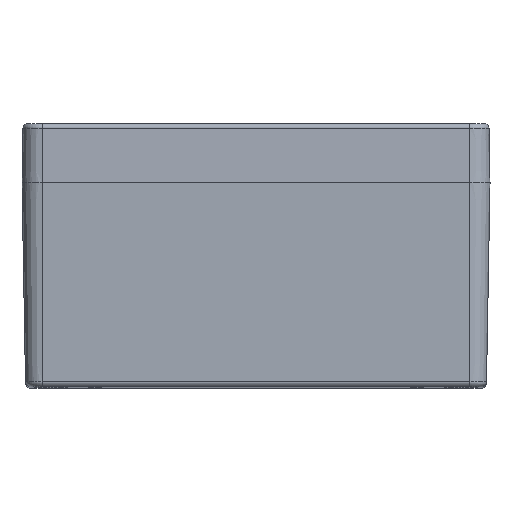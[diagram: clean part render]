
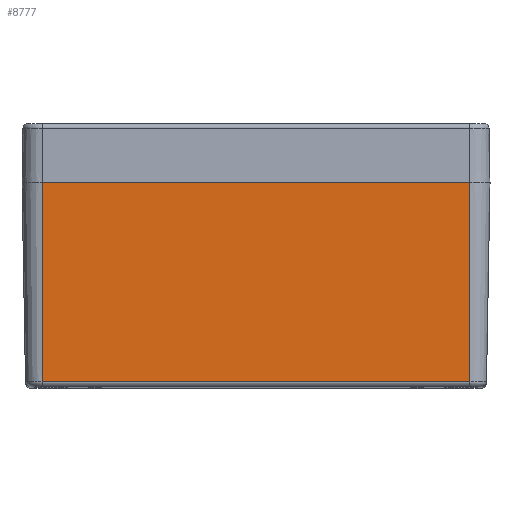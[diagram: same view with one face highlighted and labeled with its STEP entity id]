
A CAD part, top view. The second image highlights one B-rep face of the part: STEP entity #8777.
In plain terms, the highlighted planar face has unit normal (0, -0.018, 1).
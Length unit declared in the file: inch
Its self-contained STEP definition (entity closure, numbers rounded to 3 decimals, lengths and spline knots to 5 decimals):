
#447 = EDGE_CURVE ( 'NONE', #7891, #17516, #4853, .T. ) ;
#649 = LINE ( 'NONE', #9711, #13957 ) ;
#1061 = CARTESIAN_POINT ( 'NONE',  ( -2.87402, -2.68467, 5.07125 ) ) ;
#1207 = DIRECTION ( 'NONE',  ( 0., -0.017, 1. ) ) ;
#3665 = ORIENTED_EDGE ( 'NONE', *, *, #15768, .F. ) ;
#4399 = ORIENTED_EDGE ( 'NONE', *, *, #9167, .F. ) ;
#4491 = DIRECTION ( 'NONE',  ( 0., -1., -0.017 ) ) ;
#4592 = VERTEX_POINT ( 'NONE', #1061 ) ;
#4853 = LINE ( 'NONE', #7184, #13146 ) ;
#5825 = LINE ( 'NONE', #15868, #12885 ) ;
#6310 = VERTEX_POINT ( 'NONE', #20670 ) ;
#6414 = CARTESIAN_POINT ( 'NONE',  ( 2.87402, -2.68467, 5.07125 ) ) ;
#7184 = CARTESIAN_POINT ( 'NONE',  ( 2.87402, 0., 5.11811 ) ) ;
#7769 = PLANE ( 'NONE',  #15470 ) ;
#7776 = EDGE_LOOP ( 'NONE', ( #4399, #14924, #13762, #3665 ) ) ;
#7882 = DIRECTION ( 'NONE',  ( 0., 1., 0.017 ) ) ;
#7891 = VERTEX_POINT ( 'NONE', #6414 ) ;
#8777 = ADVANCED_FACE ( 'NONE', ( #11160 ), #7769, .T. ) ;
#9167 = EDGE_CURVE ( 'NONE', #4592, #6310, #16189, .T. ) ;
#9274 = CARTESIAN_POINT ( 'NONE',  ( 2.87402, 0., 5.11811 ) ) ;
#9711 = CARTESIAN_POINT ( 'NONE',  ( -2.87402, 0., 5.11811 ) ) ;
#9977 = EDGE_CURVE ( 'NONE', #4592, #7891, #5825, .T. ) ;
#10487 = DIRECTION ( 'NONE',  ( 0., 1., 0.017 ) ) ;
#10737 = CARTESIAN_POINT ( 'NONE',  ( 0., 0., 5.11811 ) ) ;
#11160 = FACE_OUTER_BOUND ( 'NONE', #7776, .T. ) ;
#11384 = DIRECTION ( 'NONE',  ( 1., 0., 0. ) ) ;
#12885 = VECTOR ( 'NONE', #20395, 39.37008 ) ;
#13146 = VECTOR ( 'NONE', #7882, 39.37008 ) ;
#13762 = ORIENTED_EDGE ( 'NONE', *, *, #447, .T. ) ;
#13957 = VECTOR ( 'NONE', #11384, 39.37008 ) ;
#14924 = ORIENTED_EDGE ( 'NONE', *, *, #9977, .T. ) ;
#15470 = AXIS2_PLACEMENT_3D ( 'NONE', #10737, #1207, #4491 ) ;
#15768 = EDGE_CURVE ( 'NONE', #6310, #17516, #649, .T. ) ;
#15868 = CARTESIAN_POINT ( 'NONE',  ( 2.87402, -2.68467, 5.07125 ) ) ;
#16189 = LINE ( 'NONE', #17095, #20672 ) ;
#17095 = CARTESIAN_POINT ( 'NONE',  ( -2.87402, 0., 5.11811 ) ) ;
#17516 = VERTEX_POINT ( 'NONE', #9274 ) ;
#20395 = DIRECTION ( 'NONE',  ( 1., 0., 0. ) ) ;
#20670 = CARTESIAN_POINT ( 'NONE',  ( -2.87402, 0., 5.11811 ) ) ;
#20672 = VECTOR ( 'NONE', #10487, 39.37008 ) ;
